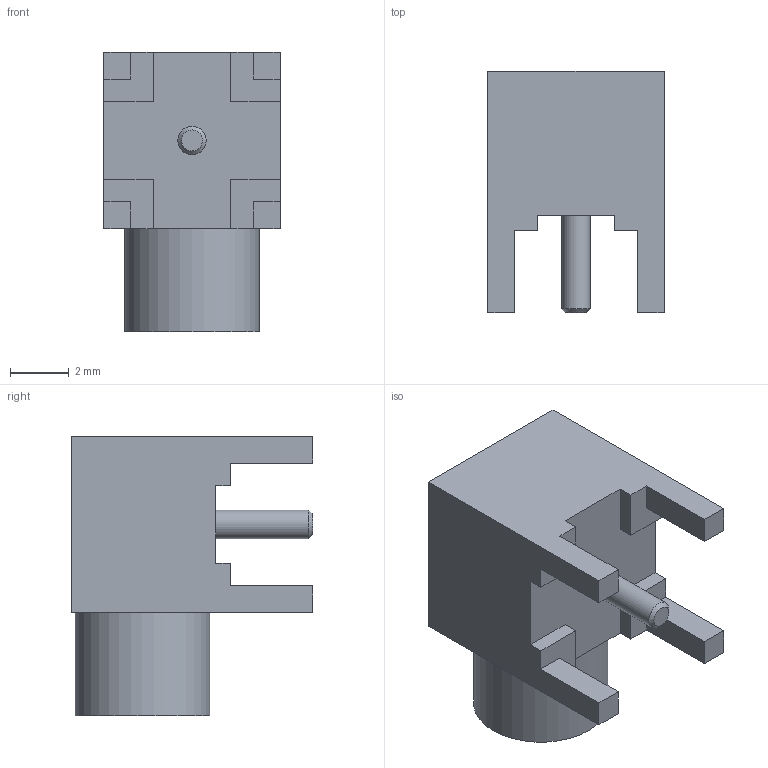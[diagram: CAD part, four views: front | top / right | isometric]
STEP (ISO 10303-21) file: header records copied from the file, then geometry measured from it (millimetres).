
FILE_DESCRIPTION( ( 'STEP AP214' ), '1' );
FILE_NAME( 'psolqas_1668_0.stp', '2021-03-29T06:53:28', ( 'License CC BY-ND 4.0' ), ( 'CADENAS' ), ' ', 'PARTsolutions', ' ' );
FILE_SCHEMA( ( 'AUTOMOTIVE_DESIGN { 1 0 10303 214 1 1 1 1 }' ) );
Length unit declared in the file: metre
Products named in the file (1): 1
Bounding box: 5.99 x 8.2 x 9.5 mm (x, y, z)
Volume: 217 mm3; surface area: 386.8 mm2
Topology: 1 solids, 1 shells, 51 faces, 124 edges, 82 vertices
Faces by surface type: plane 37, cylinder 8, cone 6
Full cylindrical faces by diameter (mm): 0.584 x1, 0.965 x2, 1.016 x1, 1.93 x1, 3.454 x1, 3.708 x1, 4.572 x1
Entity records: 1387 total; most frequent: CARTESIAN_POINT 235, DIRECTION 230, ORIENTED_EDGE 210, EDGE_CURVE 105, LINE 84, VECTOR 84, VERTEX_POINT 78, AXIS2_PLACEMENT_3D 73
